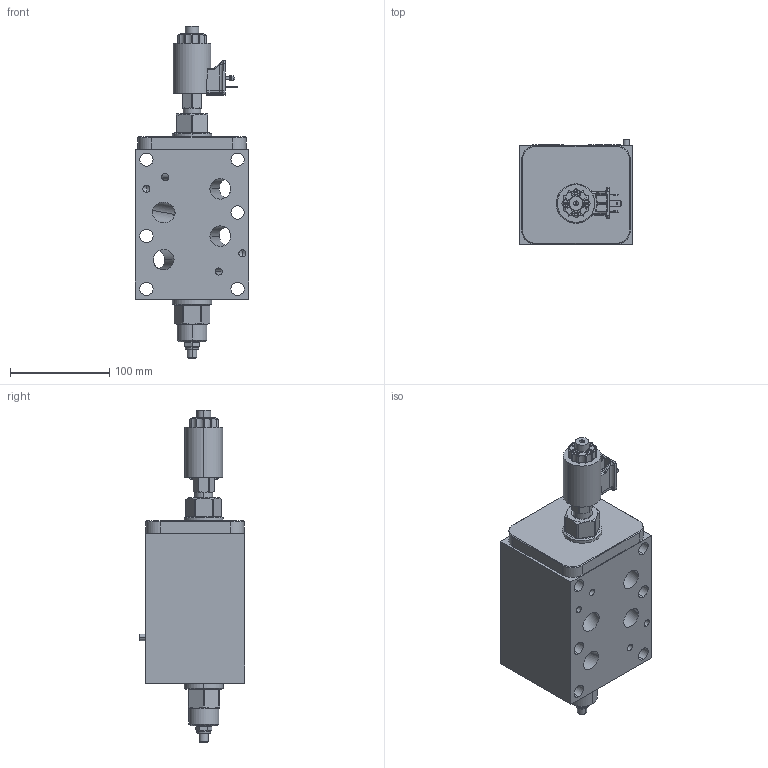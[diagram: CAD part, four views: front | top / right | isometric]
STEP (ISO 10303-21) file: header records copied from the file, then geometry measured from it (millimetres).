
FILE_DESCRIPTION((''),'2;1');
FILE_NAME('X4HDLANFA224_ASM','2020-02-28T',('ProEService'),(''),'PRO/ENGINEER BY PARAMETRIC TECHNOLOGY CORPORATION, 2014200','PRO/ENGINEER BY PARAMETRIC TECHNOLOGY CORPORATION, 2014200','');
FILE_SCHEMA(('CONFIG_CONTROL_DESIGN'));
Length unit declared in the file: inch
Products named in the file (8): 154-311; DFEA8DN; DTAFMHN224; 811-001-002; 500-001-114; 500-001-121; FDEALAN; X4HDLANFA224_ASM
Assembly tree (11 placements, depth 2):
  X4HDLANFA224_ASM
    154-311
    DFEA8DN
    DTAFMHN224
    811-001-002
    500-001-114  x2
    500-001-121  x4
    FDEALAN
Bounding box: 114.3 x 106.38 x 334.66 mm (x, y, z)
Volume: 1687683.5 mm3; surface area: 260729.8 mm2
Topology: 15 solids, 17 shells, 1639 faces, 4196 edges, 2875 vertices
Faces by surface type: cylinder 607, plane 521, cone 253, torus 159, revolution 40, bspline 38, sphere 21
Entity records: 57739 total; most frequent: CARTESIAN_POINT 18418, DIRECTION 8373, ORIENTED_EDGE 7736, EDGE_CURVE 3868, AXIS2_PLACEMENT_3D 3240, VERTEX_POINT 2404, VECTOR 1869, LINE 1869
